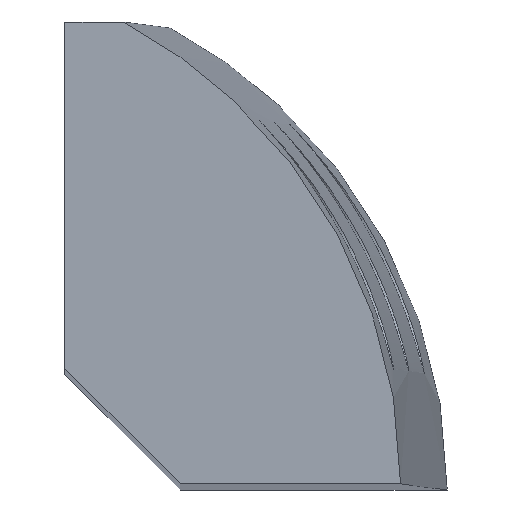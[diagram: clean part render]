
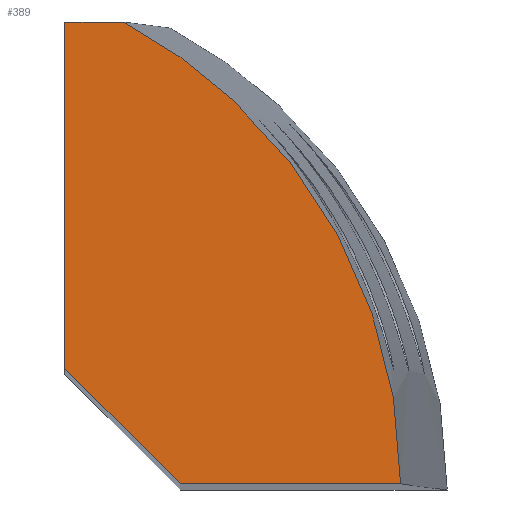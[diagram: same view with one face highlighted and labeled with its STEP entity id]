
A CAD part, top view. The second image highlights one B-rep face of the part: STEP entity #389.
In plain terms, the highlighted planar face has unit normal (0, 0, 1).
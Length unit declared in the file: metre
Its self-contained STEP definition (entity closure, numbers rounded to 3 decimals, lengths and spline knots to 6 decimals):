
#24=ELLIPSE('',#437,0.02267,0.022668);
#26=LINE('',#603,#39);
#27=LINE('',#606,#40);
#28=LINE('',#608,#41);
#29=LINE('',#612,#42);
#39=VECTOR('',#497,1.);
#40=VECTOR('',#498,1.);
#41=VECTOR('',#499,1.);
#42=VECTOR('',#502,1.);
#52=PLANE('',#436);
#70=ORIENTED_EDGE('',*,*,#160,.T.);
#71=ORIENTED_EDGE('',*,*,#161,.T.);
#72=ORIENTED_EDGE('',*,*,#162,.T.);
#73=ORIENTED_EDGE('',*,*,#163,.F.);
#74=ORIENTED_EDGE('',*,*,#164,.F.);
#160=EDGE_CURVE('',#205,#206,#26,.T.);
#161=EDGE_CURVE('',#206,#207,#27,.T.);
#162=EDGE_CURVE('',#207,#208,#28,.T.);
#163=EDGE_CURVE('',#209,#208,#24,.F.);
#164=EDGE_CURVE('',#205,#209,#29,.T.);
#205=VERTEX_POINT('',#604);
#206=VERTEX_POINT('',#605);
#207=VERTEX_POINT('',#607);
#208=VERTEX_POINT('',#609);
#209=VERTEX_POINT('',#611);
#260=EDGE_LOOP('',(#70,#71,#72,#73,#74));
#318=FACE_BOUND('',#260,.T.);
#389=ADVANCED_FACE('',(#318),#52,.T.);
#436=AXIS2_PLACEMENT_3D('',#602,#495,#496);
#437=AXIS2_PLACEMENT_3D('',#610,#500,#501);
#495=DIRECTION('',(0.,0.,1.));
#496=DIRECTION('',(0.,-1.,0.));
#497=DIRECTION('',(0.,-1.,0.));
#498=DIRECTION('',(0.707,-0.707,0.));
#499=DIRECTION('',(1.,0.,0.));
#500=DIRECTION('',(0.,0.,1.));
#501=DIRECTION('',(-1.,0.,0.));
#502=DIRECTION('',(1.,0.,0.));
#602=CARTESIAN_POINT('',(0.,-0.017,0.296793));
#603=CARTESIAN_POINT('',(0.01,-0.010002,0.296793));
#604=CARTESIAN_POINT('',(0.01,0.01,0.296793));
#605=CARTESIAN_POINT('',(0.01,-0.005,0.296793));
#606=CARTESIAN_POINT('',(0.011,-0.006,0.296793));
#607=CARTESIAN_POINT('',(0.015,-0.01,0.296793));
#608=CARTESIAN_POINT('',(0.,-0.01,0.296793));
#609=CARTESIAN_POINT('',(0.024536,-0.01,0.296793));
#610=CARTESIAN_POINT('',(0.001867,-0.01,0.296793));
#611=CARTESIAN_POINT('',(0.012537,0.01,0.296793));
#612=CARTESIAN_POINT('',(0.,0.01,0.296793));
